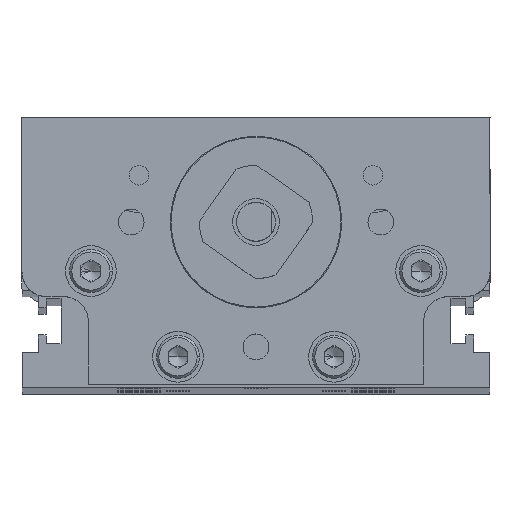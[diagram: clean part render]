
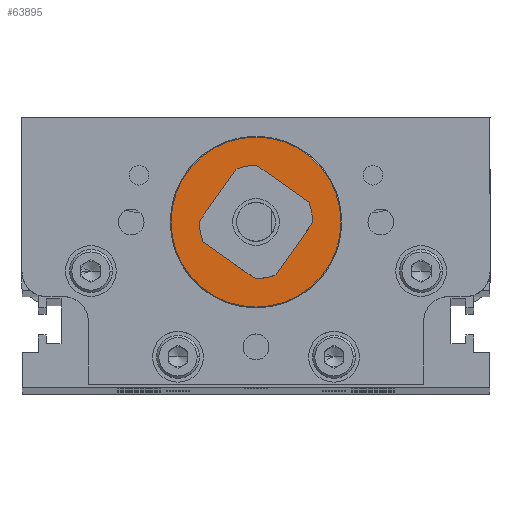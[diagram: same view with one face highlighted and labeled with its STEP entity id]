
A CAD part, top view. The second image highlights one B-rep face of the part: STEP entity #63895.
In plain terms, the highlighted planar face has unit normal (0, 0, 1).
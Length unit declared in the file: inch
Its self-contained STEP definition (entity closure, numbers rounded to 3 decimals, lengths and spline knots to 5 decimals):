
#988 = EDGE_LOOP ( 'NONE', ( #103285, #105184 ) ) ;
#6168 = CIRCLE ( 'NONE', #73066, 0.42907 ) ;
#10338 = CARTESIAN_POINT ( 'NONE',  ( 0., 0.83465, 10.29528 ) ) ;
#14705 = FACE_OUTER_BOUND ( 'NONE', #988, .T. ) ;
#17014 = DIRECTION ( 'NONE',  ( -1., 0., 0. ) ) ;
#21679 = VERTEX_POINT ( 'NONE', #36387 ) ;
#28334 = DIRECTION ( 'NONE',  ( 1., 0., 0. ) ) ;
#36387 = CARTESIAN_POINT ( 'NONE',  ( -0.19685, 0.83465, 10.29528 ) ) ;
#38370 = CIRCLE ( 'NONE', #51781, 0.19685 ) ;
#41319 = DIRECTION ( 'NONE',  ( 0., 0., -1. ) ) ;
#44129 = EDGE_CURVE ( 'NONE', #21679, #65826, #110238, .T. ) ;
#44695 = EDGE_LOOP ( 'NONE', ( #94197, #71469 ) ) ;
#46778 = VERTEX_POINT ( 'NONE', #98168 ) ;
#47341 = CIRCLE ( 'NONE', #118086, 0.42907 ) ;
#48337 = AXIS2_PLACEMENT_3D ( 'NONE', #51843, #85972, #114126 ) ;
#50077 = FACE_BOUND ( 'NONE', #44695, .T. ) ;
#51781 = AXIS2_PLACEMENT_3D ( 'NONE', #115528, #41319, #97556 ) ;
#51843 = CARTESIAN_POINT ( 'NONE',  ( 0., 0.83465, 10.29528 ) ) ;
#57911 = EDGE_CURVE ( 'NONE', #46778, #102455, #47341, .T. ) ;
#58678 = AXIS2_PLACEMENT_3D ( 'NONE', #10338, #110942, #28334 ) ;
#60215 = PLANE ( 'NONE',  #48337 ) ;
#62614 = DIRECTION ( 'NONE',  ( 0., 0., -1. ) ) ;
#63101 = CARTESIAN_POINT ( 'NONE',  ( 0., 0.83465, 10.29528 ) ) ;
#63895 = ADVANCED_FACE ( 'NONE', ( #50077, #14705 ), #60215, .T. ) ;
#65826 = VERTEX_POINT ( 'NONE', #79090 ) ;
#71469 = ORIENTED_EDGE ( 'NONE', *, *, #44129, .T. ) ;
#72011 = CARTESIAN_POINT ( 'NONE',  ( -0.42907, 0.83465, 10.29528 ) ) ;
#73066 = AXIS2_PLACEMENT_3D ( 'NONE', #63101, #89449, #17014 ) ;
#79090 = CARTESIAN_POINT ( 'NONE',  ( 0.19685, 0.83465, 10.29528 ) ) ;
#83949 = EDGE_CURVE ( 'NONE', #65826, #21679, #38370, .T. ) ;
#85972 = DIRECTION ( 'NONE',  ( 0., 0., 1. ) ) ;
#89449 = DIRECTION ( 'NONE',  ( 0., 0., -1. ) ) ;
#94197 = ORIENTED_EDGE ( 'NONE', *, *, #83949, .T. ) ;
#97376 = DIRECTION ( 'NONE',  ( -1., 0., 0. ) ) ;
#97556 = DIRECTION ( 'NONE',  ( 1., 0., 0. ) ) ;
#98168 = CARTESIAN_POINT ( 'NONE',  ( 0.42907, 0.83465, 10.29528 ) ) ;
#100684 = EDGE_CURVE ( 'NONE', #102455, #46778, #6168, .T. ) ;
#102455 = VERTEX_POINT ( 'NONE', #72011 ) ;
#103285 = ORIENTED_EDGE ( 'NONE', *, *, #100684, .F. ) ;
#104158 = CARTESIAN_POINT ( 'NONE',  ( 0., 0.83465, 10.29528 ) ) ;
#105184 = ORIENTED_EDGE ( 'NONE', *, *, #57911, .F. ) ;
#110238 = CIRCLE ( 'NONE', #58678, 0.19685 ) ;
#110942 = DIRECTION ( 'NONE',  ( 0., 0., -1. ) ) ;
#114126 = DIRECTION ( 'NONE',  ( 1., 0., 0. ) ) ;
#115528 = CARTESIAN_POINT ( 'NONE',  ( 0., 0.83465, 10.29528 ) ) ;
#118086 = AXIS2_PLACEMENT_3D ( 'NONE', #104158, #62614, #97376 ) ;
